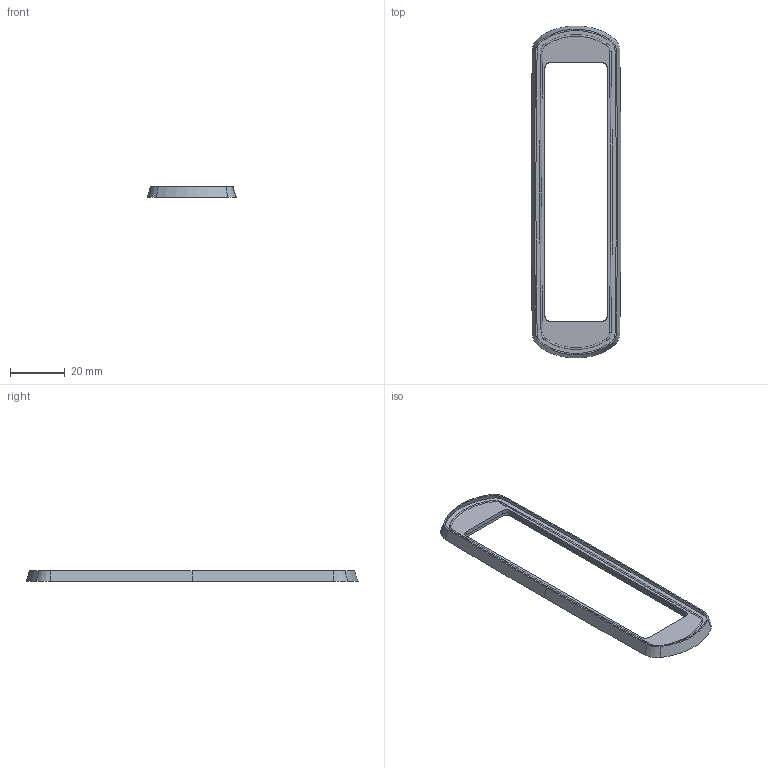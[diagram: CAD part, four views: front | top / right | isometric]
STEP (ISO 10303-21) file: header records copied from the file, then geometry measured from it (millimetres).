
FILE_DESCRIPTION (( 'STEP AP203' ), '1' );
FILE_NAME ('sone3D.STEP', '2015-01-09T01:05:39', ( '' ), ( '' ), 'SwSTEP 2.0', 'SolidWorks 2012', '' );
FILE_SCHEMA (( 'CONFIG_CONTROL_DESIGN' ));
Length unit declared in the file: millimetre
Products named in the file (1): sone3D
Bounding box: 32.95 x 121.84 x 4 mm (x, y, z)
Volume: 2877.7 mm3; surface area: 5625.9 mm2
Topology: 1 solids, 1 shells, 74 faces, 182 edges, 113 vertices
Faces by surface type: cone 35, torus 18, plane 17, cylinder 4
Entity records: 2302 total; most frequent: DIRECTION 447, CARTESIAN_POINT 370, ORIENTED_EDGE 364, AXIS2_PLACEMENT_3D 190, EDGE_CURVE 182, CIRCLE 115, VERTEX_POINT 113, EDGE_LOOP 79
